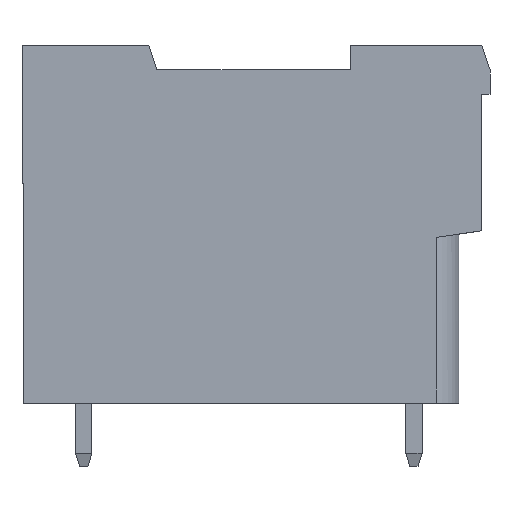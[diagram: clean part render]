
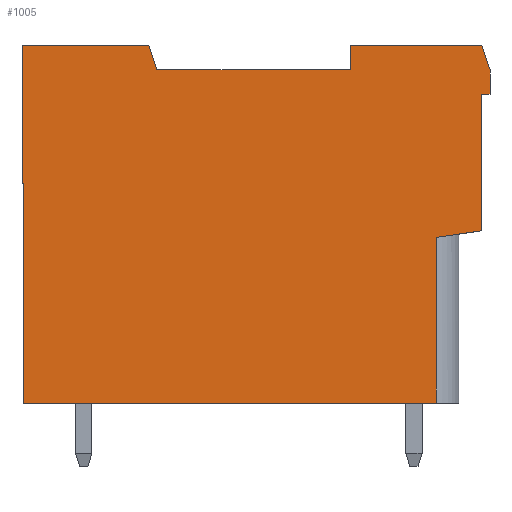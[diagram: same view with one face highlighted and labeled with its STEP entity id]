
A CAD part, left-side view. The second image highlights one B-rep face of the part: STEP entity #1005.
In plain terms, the highlighted planar face has unit normal (-1, 0, 0).
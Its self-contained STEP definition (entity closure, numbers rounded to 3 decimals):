
#1005 = ADVANCED_FACE( '', ( #2075 ), #2076, .T. );
#2075 = FACE_OUTER_BOUND( '', #3225, .T. );
#2076 = PLANE( '', #3226 );
#3225 = EDGE_LOOP( '', ( #5868, #5869, #5870, #5871, #5872, #5873, #5874, #5875, #5876, #5877, #5878, #5879, #5880, #5881, #5882 ) );
#3226 = AXIS2_PLACEMENT_3D( '', #5883, #5884, #5885 );
#5868 = ORIENTED_EDGE( '', *, *, #7610, .T. );
#5869 = ORIENTED_EDGE( '', *, *, #8105, .T. );
#5870 = ORIENTED_EDGE( '', *, *, #8106, .T. );
#5871 = ORIENTED_EDGE( '', *, *, #8107, .T. );
#5872 = ORIENTED_EDGE( '', *, *, #7696, .T. );
#5873 = ORIENTED_EDGE( '', *, *, #8108, .T. );
#5874 = ORIENTED_EDGE( '', *, *, #7946, .F. );
#5875 = ORIENTED_EDGE( '', *, *, #7331, .T. );
#5876 = ORIENTED_EDGE( '', *, *, #7906, .T. );
#5877 = ORIENTED_EDGE( '', *, *, #8109, .T. );
#5878 = ORIENTED_EDGE( '', *, *, #7991, .T. );
#5879 = ORIENTED_EDGE( '', *, *, #8008, .T. );
#5880 = ORIENTED_EDGE( '', *, *, #7228, .T. );
#5881 = ORIENTED_EDGE( '', *, *, #8110, .T. );
#5882 = ORIENTED_EDGE( '', *, *, #8111, .T. );
#5883 = CARTESIAN_POINT( '', ( -10.16, 0., 0. ) );
#5884 = DIRECTION( '', ( -1., 0., 0. ) );
#5885 = DIRECTION( '', ( 0., 0., 1. ) );
#7228 = EDGE_CURVE( '', #8756, #8757, #8758, .T. );
#7331 = EDGE_CURVE( '', #8936, #8934, #8937, .T. );
#7610 = EDGE_CURVE( '', #9386, #9384, #9387, .T. );
#7696 = EDGE_CURVE( '', #9518, #9516, #9519, .T. );
#7906 = EDGE_CURVE( '', #8934, #9818, #9820, .T. );
#7946 = EDGE_CURVE( '', #8936, #9869, #9871, .T. );
#7991 = EDGE_CURVE( '', #9929, #9927, #9930, .T. );
#8008 = EDGE_CURVE( '', #9927, #8756, #9950, .T. );
#8105 = EDGE_CURVE( '', #9384, #10073, #10074, .T. );
#8106 = EDGE_CURVE( '', #10073, #10075, #10076, .T. );
#8107 = EDGE_CURVE( '', #10075, #9518, #10077, .F. );
#8108 = EDGE_CURVE( '', #9516, #9869, #10078, .T. );
#8109 = EDGE_CURVE( '', #9818, #9929, #10079, .T. );
#8110 = EDGE_CURVE( '', #8757, #10080, #10081, .T. );
#8111 = EDGE_CURVE( '', #10080, #9386, #10082, .F. );
#8756 = VERTEX_POINT( '', #10969 );
#8757 = VERTEX_POINT( '', #10970 );
#8758 = LINE( '', #10971, #10972 );
#8934 = VERTEX_POINT( '', #11230 );
#8936 = VERTEX_POINT( '', #11233 );
#8937 = LINE( '', #11234, #11235 );
#9384 = VERTEX_POINT( '', #12078 );
#9386 = VERTEX_POINT( '', #12081 );
#9387 = LINE( '', #12082, #12083 );
#9516 = VERTEX_POINT( '', #12272 );
#9518 = VERTEX_POINT( '', #12275 );
#9519 = LINE( '', #12276, #12277 );
#9818 = VERTEX_POINT( '', #12734 );
#9820 = LINE( '', #12736, #12737 );
#9869 = VERTEX_POINT( '', #12813 );
#9871 = LINE( '', #12816, #12817 );
#9927 = VERTEX_POINT( '', #12898 );
#9929 = VERTEX_POINT( '', #12901 );
#9930 = LINE( '', #12902, #12903 );
#9950 = LINE( '', #12932, #12933 );
#10073 = VERTEX_POINT( '', #13123 );
#10074 = LINE( '', #13124, #13125 );
#10075 = VERTEX_POINT( '', #13126 );
#10076 = LINE( '', #13127, #13128 );
#10077 = LINE( '', #13129, #13130 );
#10078 = LINE( '', #13131, #13132 );
#10079 = LINE( '', #13133, #13134 );
#10080 = VERTEX_POINT( '', #13135 );
#10081 = LINE( '', #13136, #13137 );
#10082 = LINE( '', #13138, #13139 );
#10969 = CARTESIAN_POINT( '', ( -10.16, -14.05, 8. ) );
#10970 = CARTESIAN_POINT( '', ( -10.16, -14.55, 8. ) );
#10971 = CARTESIAN_POINT( '', ( -10.16, -14.55, 8. ) );
#10972 = VECTOR( '', #13670, 1000. );
#11230 = CARTESIAN_POINT( '', ( -10.16, 14.15, -11. ) );
#11233 = CARTESIAN_POINT( '', ( -10.16, 14.15, 2.5 ) );
#11234 = CARTESIAN_POINT( '', ( -10.16, 14.15, 2.5 ) );
#11235 = VECTOR( '', #13760, 1000. );
#12078 = CARTESIAN_POINT( '', ( -10.16, -5.95, 11. ) );
#12081 = CARTESIAN_POINT( '', ( -10.16, -14.05, 11. ) );
#12082 = CARTESIAN_POINT( '', ( -10.16, -14.55, 11. ) );
#12083 = VECTOR( '', #14005, 1000. );
#12272 = CARTESIAN_POINT( '', ( -10.16, 14.25, 11. ) );
#12275 = CARTESIAN_POINT( '', ( -10.16, 6.45, 11. ) );
#12276 = CARTESIAN_POINT( '', ( -10.16, 5.95, 11. ) );
#12277 = VECTOR( '', #14088, 1000. );
#12734 = CARTESIAN_POINT( '', ( -10.16, -11.25, -11. ) );
#12736 = CARTESIAN_POINT( '', ( -10.16, 14.25, -11. ) );
#12737 = VECTOR( '', #14268, 1000. );
#12813 = CARTESIAN_POINT( '', ( -10.16, 14.25, 2.5 ) );
#12816 = CARTESIAN_POINT( '', ( -10.16, 14.15, 2.5 ) );
#12817 = VECTOR( '', #14300, 1000. );
#12898 = CARTESIAN_POINT( '', ( -10.16, -14.05, -0.4 ) );
#12901 = CARTESIAN_POINT( '', ( -10.16, -11.25, -0.8 ) );
#12902 = CARTESIAN_POINT( '', ( -10.16, -11.25, -0.8 ) );
#12903 = VECTOR( '', #14333, 1000. );
#12932 = CARTESIAN_POINT( '', ( -10.16, -14.05, 8. ) );
#12933 = VECTOR( '', #14346, 1000. );
#13123 = CARTESIAN_POINT( '', ( -10.16, -5.95, 9.5 ) );
#13124 = CARTESIAN_POINT( '', ( -10.16, -5.95, 11. ) );
#13125 = VECTOR( '', #14414, 1000. );
#13126 = CARTESIAN_POINT( '', ( -10.16, 5.95, 9.5 ) );
#13127 = CARTESIAN_POINT( '', ( -10.16, -5.95, 9.5 ) );
#13128 = VECTOR( '', #14415, 1000. );
#13129 = CARTESIAN_POINT( '', ( -10.16, 2.505, -0.835 ) );
#13130 = VECTOR( '', #14416, 1000. );
#13131 = CARTESIAN_POINT( '', ( -10.16, 14.25, 11. ) );
#13132 = VECTOR( '', #14417, 1000. );
#13133 = CARTESIAN_POINT( '', ( -10.16, -11.25, -11. ) );
#13134 = VECTOR( '', #14418, 1000. );
#13135 = CARTESIAN_POINT( '', ( -10.16, -14.55, 9.5 ) );
#13136 = CARTESIAN_POINT( '', ( -10.16, -14.55, 8. ) );
#13137 = VECTOR( '', #14419, 1000. );
#13138 = CARTESIAN_POINT( '', ( -10.16, -15.945, 5.315 ) );
#13139 = VECTOR( '', #14420, 1000. );
#13670 = DIRECTION( '', ( 0., -1., 0. ) );
#13760 = DIRECTION( '', ( 0., 0., -1. ) );
#14005 = DIRECTION( '', ( 0., 1., 0. ) );
#14088 = DIRECTION( '', ( 0., 1., 0. ) );
#14268 = DIRECTION( '', ( 0., -1., 0. ) );
#14300 = DIRECTION( '', ( 0., 1., 0. ) );
#14333 = DIRECTION( '', ( 0., -0.99, 0.141 ) );
#14346 = DIRECTION( '', ( 0., 0., 1. ) );
#14414 = DIRECTION( '', ( 0., 0., -1. ) );
#14415 = DIRECTION( '', ( 0., 1., 0. ) );
#14416 = DIRECTION( '', ( 0., -0.316, -0.949 ) );
#14417 = DIRECTION( '', ( 0., 0., -1. ) );
#14418 = DIRECTION( '', ( 0., 0., 1. ) );
#14419 = DIRECTION( '', ( 0., 0., 1. ) );
#14420 = DIRECTION( '', ( 0., -0.316, -0.949 ) );
